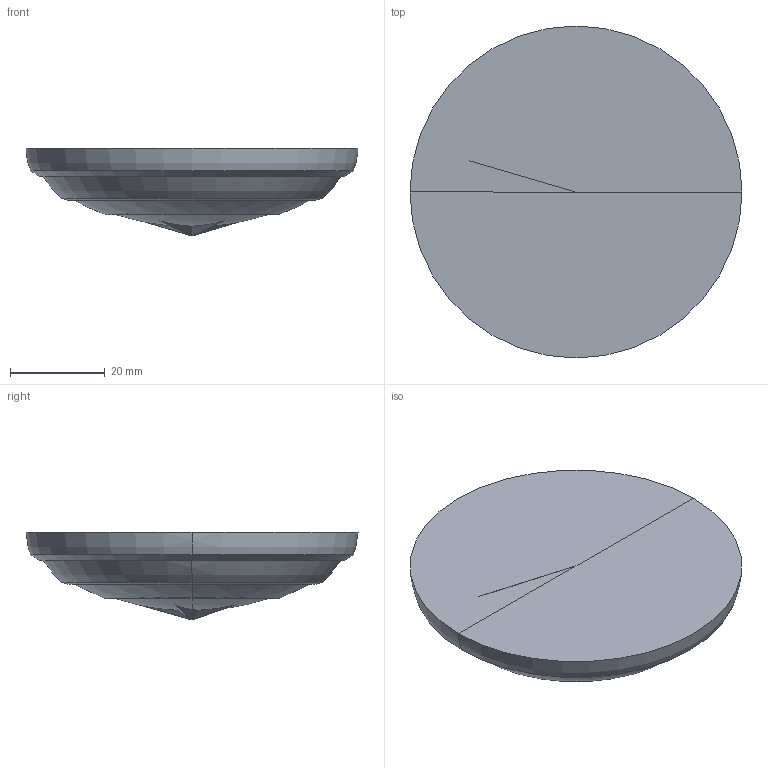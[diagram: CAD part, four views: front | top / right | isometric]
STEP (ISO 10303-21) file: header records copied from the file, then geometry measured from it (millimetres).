
FILE_DESCRIPTION((''),'2;1');
FILE_NAME('SHIELD','2017-07-11T',('Administrator'),(''),'CREO PARAMETRIC BY PTC INC, 2015200','CREO PARAMETRIC BY PTC INC, 2015200','');
FILE_SCHEMA(('CONFIG_CONTROL_DESIGN'));
Length unit declared in the file: millimetre
Products named in the file (1): SHIELD
Bounding box: 70 x 70 x 18.52 mm (x, y, z)
Volume: 41443.8 mm3; surface area: 9160.6 mm2
Topology: 1 solids, 1 shells, 29 faces, 60 edges, 34 vertices
Faces by surface type: plane 13, revolution 8, cone 8
Entity records: 932 total; most frequent: CARTESIAN_POINT 315, ORIENTED_EDGE 116, DIRECTION 108, EDGE_CURVE 58, AXIS2_PLACEMENT_3D 41, VERTEX_POINT 34, EDGE_LOOP 32, FACE_OUTER_BOUND 29
